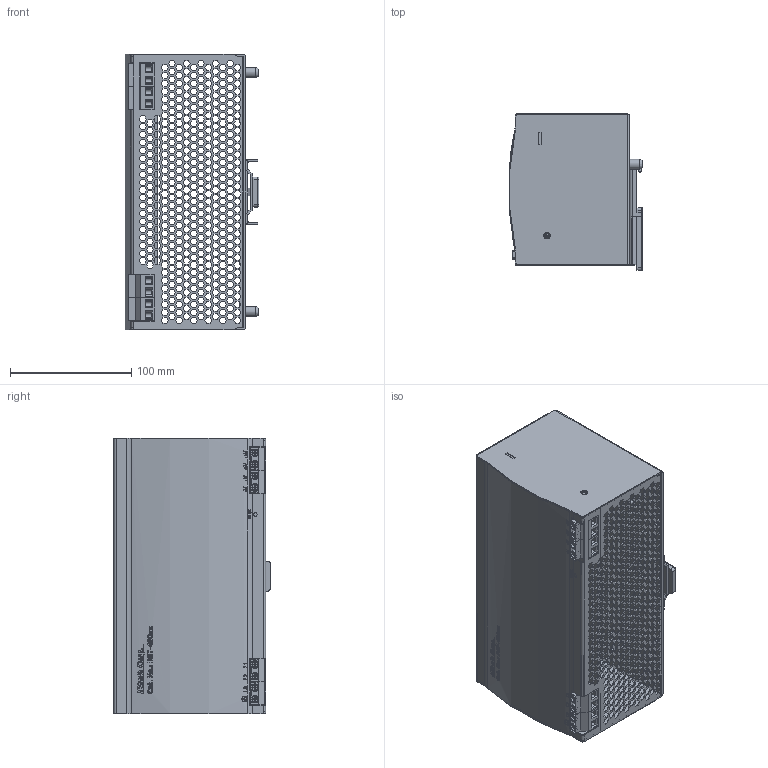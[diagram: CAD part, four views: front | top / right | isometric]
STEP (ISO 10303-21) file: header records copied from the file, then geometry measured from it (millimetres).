
FILE_DESCRIPTION((''),'2;1');
FILE_NAME('PST480.stp','2011-08-24T12:20:35',('laszlo'),(''),'Autodesk Inventor 2009','Autodesk Inventor 2009','');
FILE_SCHEMA(('AUTOMOTIVE_DESIGN { 1 0 10303 214 1 1 1 1 }'));
Length unit declared in the file: millimetre
Products named in the file (9): PST480; Sheetmetall_inside; Sheetmetall_outside; PCB; PC_board; Terminalblock2; railmount; Screw; Screw_terminalblock
Assembly tree (33 placements, depth 3):
  PST480
    Sheetmetall_inside
    Sheetmetall_outside
    PCB
      PC_board
      Terminalblock2  x4
    railmount
    Screw  x16
    Screw_terminalblock  x8
Bounding box: 110.34 x 129.1 x 227 mm (x, y, z)
Volume: 193962.5 mm3; surface area: 302735.4 mm2
Topology: 32 solids, 32 shells, 7307 faces, 21034 edges, 13912 vertices
Faces by surface type: plane 6547, cylinder 473, bspline 244, cone 40, torus 3
Full cylindrical faces by diameter (mm): 2 x8, 2.4 x2, 3.25 x16, 4 x8, 4.6 x1, 4.8 x8, 4.9 x1, 8 x2
Entity records: 218092 total; most frequent: CARTESIAN_POINT 44556, ORIENTED_EDGE 37672, DIRECTION 31352, EDGE_CURVE 18836, VECTOR 17510, LINE 17510, VERTEX_POINT 12573, EDGE_LOOP 8327
